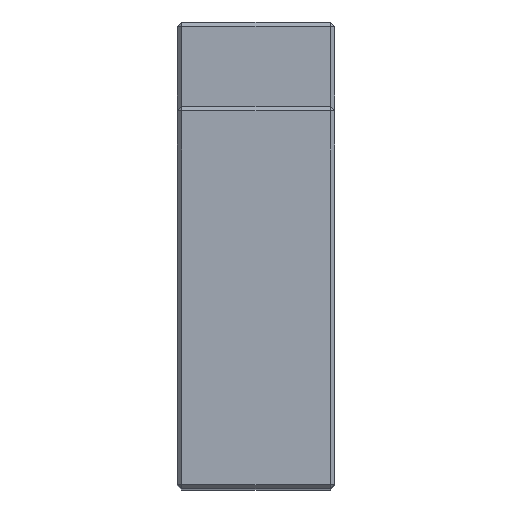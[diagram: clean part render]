
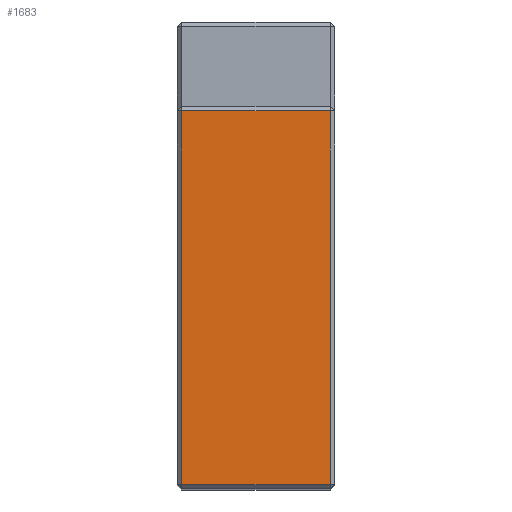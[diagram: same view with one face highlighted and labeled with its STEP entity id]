
A CAD part, top view. The second image highlights one B-rep face of the part: STEP entity #1683.
In plain terms, the highlighted face is planar.
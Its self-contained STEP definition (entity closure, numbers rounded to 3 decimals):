
#774 = EDGE_LOOP ( 'NONE', ( #2058, #2059, #2060, #2061 ) ) ;
#977 = VERTEX_POINT ( 'NONE', #1172 ) ;
#990 = VERTEX_POINT ( 'NONE', #1185 ) ;
#991 = VERTEX_POINT ( 'NONE', #1186 ) ;
#992 = VERTEX_POINT ( 'NONE', #1187 ) ;
#1172 = CARTESIAN_POINT ( 'NONE',  ( -80., 1., 17.5 ) ) ;
#1185 = CARTESIAN_POINT ( 'NONE',  ( -80., 89., -17.5 ) ) ;
#1186 = CARTESIAN_POINT ( 'NONE',  ( -80., 89., 17.5 ) ) ;
#1187 = CARTESIAN_POINT ( 'NONE',  ( -80., 1., -17.5 ) ) ;
#1584 = EDGE_CURVE ( 'NONE', #990, #992, #2850, .T. ) ;
#1593 = EDGE_CURVE ( 'NONE', #991, #990, #2868, .T. ) ;
#1594 = EDGE_CURVE ( 'NONE', #977, #991, #2870, .T. ) ;
#1595 = EDGE_CURVE ( 'NONE', #992, #977, #2872, .T. ) ;
#1683 = ADVANCED_FACE ( 'NONE', ( #2999 ), #4404, .T. ) ;
#1955 = AXIS2_PLACEMENT_3D ( 'NONE', #4407, #4413, #4414 ) ;
#2058 = ORIENTED_EDGE ( 'NONE', *, *, #1594, .T. ) ;
#2059 = ORIENTED_EDGE ( 'NONE', *, *, #1593, .T. ) ;
#2060 = ORIENTED_EDGE ( 'NONE', *, *, #1584, .T. ) ;
#2061 = ORIENTED_EDGE ( 'NONE', *, *, #1595, .T. ) ;
#2850 = LINE ( 'NONE', #3970, #2852 ) ;
#2852 = VECTOR ( 'NONE', #3983, 1000. ) ;
#2868 = LINE ( 'NONE', #4001, #2869 ) ;
#2869 = VECTOR ( 'NONE', #4002, 1000. ) ;
#2870 = LINE ( 'NONE', #4003, #2871 ) ;
#2871 = VECTOR ( 'NONE', #4004, 1000. ) ;
#2872 = LINE ( 'NONE', #4005, #2873 ) ;
#2873 = VECTOR ( 'NONE', #4006, 1000. ) ;
#2999 = FACE_OUTER_BOUND ( 'NONE', #774, .T. ) ;
#3970 = CARTESIAN_POINT ( 'NONE',  ( -80., 0., -17.5 ) ) ;
#3983 = DIRECTION ( 'NONE',  ( 0., -1., 0. ) ) ;
#4001 = CARTESIAN_POINT ( 'NONE',  ( -80., 89., -18.5 ) ) ;
#4002 = DIRECTION ( 'NONE',  ( 0., 0., -1. ) ) ;
#4003 = CARTESIAN_POINT ( 'NONE',  ( -80., 90., 17.5 ) ) ;
#4004 = DIRECTION ( 'NONE',  ( 0., 1., 0. ) ) ;
#4005 = CARTESIAN_POINT ( 'NONE',  ( -80., 1., 18.5 ) ) ;
#4006 = DIRECTION ( 'NONE',  ( 0., 0., 1. ) ) ;
#4404 = PLANE ( 'NONE',  #1955 ) ;
#4407 = CARTESIAN_POINT ( 'NONE',  ( -80., 0., 18.5 ) ) ;
#4413 = DIRECTION ( 'NONE',  ( -1., 0., 0. ) ) ;
#4414 = DIRECTION ( 'NONE',  ( 0., -1., 0. ) ) ;
